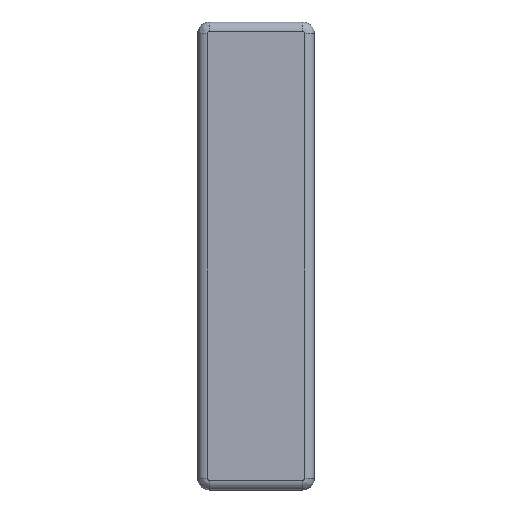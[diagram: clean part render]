
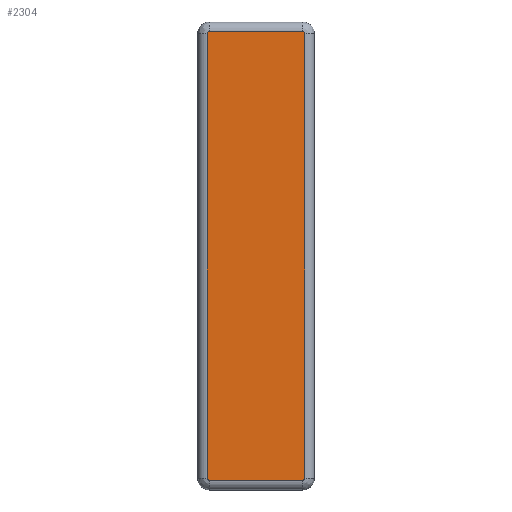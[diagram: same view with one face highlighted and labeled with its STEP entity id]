
A CAD part, top view. The second image highlights one B-rep face of the part: STEP entity #2304.
In plain terms, the highlighted planar face has unit normal (0, 0, 1).
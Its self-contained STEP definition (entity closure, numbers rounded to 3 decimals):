
#88=CIRCLE('',#2435,0.5);
#93=CIRCLE('',#2441,0.5);
#101=CIRCLE('',#2451,0.5);
#106=CIRCLE('',#2457,0.5);
#220=FACE_OUTER_BOUND('',#351,.T.);
#351=EDGE_LOOP('',(#1624,#1625,#1626,#1627,#1628,#1629,#1630,#1631));
#559=LINE('',#3491,#750);
#560=LINE('',#3493,#751);
#565=LINE('',#3501,#756);
#567=LINE('',#3505,#758);
#750=VECTOR('',#2760,1000.);
#751=VECTOR('',#2763,1000.);
#756=VECTOR('',#2774,1000.);
#758=VECTOR('',#2780,1000.);
#930=VERTEX_POINT('',#3406);
#931=VERTEX_POINT('',#3407);
#936=VERTEX_POINT('',#3429);
#937=VERTEX_POINT('',#3430);
#946=VERTEX_POINT('',#3461);
#947=VERTEX_POINT('',#3463);
#952=VERTEX_POINT('',#3484);
#953=VERTEX_POINT('',#3486);
#1172=EDGE_CURVE('',#930,#931,#88,.T.);
#1179=EDGE_CURVE('',#936,#937,#93,.T.);
#1191=EDGE_CURVE('',#946,#947,#101,.T.);
#1198=EDGE_CURVE('',#952,#953,#106,.T.);
#1201=EDGE_CURVE('',#953,#937,#559,.T.);
#1202=EDGE_CURVE('',#946,#930,#560,.T.);
#1207=EDGE_CURVE('',#936,#931,#565,.T.);
#1209=EDGE_CURVE('',#952,#947,#567,.T.);
#1624=ORIENTED_EDGE('',*,*,#1172,.T.);
#1625=ORIENTED_EDGE('',*,*,#1207,.F.);
#1626=ORIENTED_EDGE('',*,*,#1179,.T.);
#1627=ORIENTED_EDGE('',*,*,#1201,.F.);
#1628=ORIENTED_EDGE('',*,*,#1198,.F.);
#1629=ORIENTED_EDGE('',*,*,#1209,.T.);
#1630=ORIENTED_EDGE('',*,*,#1191,.F.);
#1631=ORIENTED_EDGE('',*,*,#1202,.T.);
#2231=PLANE('',#2472);
#2304=ADVANCED_FACE('',(#220),#2231,.T.);
#2435=AXIS2_PLACEMENT_3D('',#3408,#2701,#2702);
#2441=AXIS2_PLACEMENT_3D('',#3431,#2715,#2716);
#2451=AXIS2_PLACEMENT_3D('',#3464,#2739,#2740);
#2457=AXIS2_PLACEMENT_3D('',#3487,#2753,#2754);
#2472=AXIS2_PLACEMENT_3D('',#3525,#2801,#2802);
#2701=DIRECTION('center_axis',(0.,0.,
1.));
#2702=DIRECTION('ref_axis',(1.,0.,0.));
#2715=DIRECTION('center_axis',(0.,0.,
1.));
#2716=DIRECTION('ref_axis',(1.,0.,0.));
#2739=DIRECTION('center_axis',(0.,0.,
-1.));
#2740=DIRECTION('ref_axis',(-1.,0.,0.));
#2753=DIRECTION('center_axis',(0.,0.,
-1.));
#2754=DIRECTION('ref_axis',(-1.,0.,0.));
#2760=DIRECTION('',(0.,-1.,0.));
#2763=DIRECTION('',(0.,-1.,0.));
#2774=DIRECTION('',(-1.,0.,0.));
#2780=DIRECTION('',(-1.,0.,0.));
#2801=DIRECTION('center_axis',(0.,0.,
1.));
#2802=DIRECTION('ref_axis',(1.,0.,0.));
#3406=CARTESIAN_POINT('',(-12.5,-57.,3.));
#3407=CARTESIAN_POINT('',(-12.,-57.5,3.));
#3408=CARTESIAN_POINT('Origin',(-12.,-57.,3.));
#3429=CARTESIAN_POINT('',(12.,-57.5,3.));
#3430=CARTESIAN_POINT('',(12.5,-57.,3.));
#3431=CARTESIAN_POINT('Origin',(12.,-57.,3.));
#3461=CARTESIAN_POINT('',(-12.5,57.,3.));
#3463=CARTESIAN_POINT('',(-12.,57.5,3.));
#3464=CARTESIAN_POINT('Origin',(-12.,57.,3.));
#3484=CARTESIAN_POINT('',(12.,57.5,3.));
#3486=CARTESIAN_POINT('',(12.5,57.,3.));
#3487=CARTESIAN_POINT('Origin',(12.,57.,3.));
#3491=CARTESIAN_POINT('',(12.5,57.,3.));
#3493=CARTESIAN_POINT('',(-12.5,57.,3.));
#3501=CARTESIAN_POINT('',(12.,-57.5,3.));
#3505=CARTESIAN_POINT('',(12.,57.5,3.));
#3525=CARTESIAN_POINT('Origin',(0.,0.,3.));
